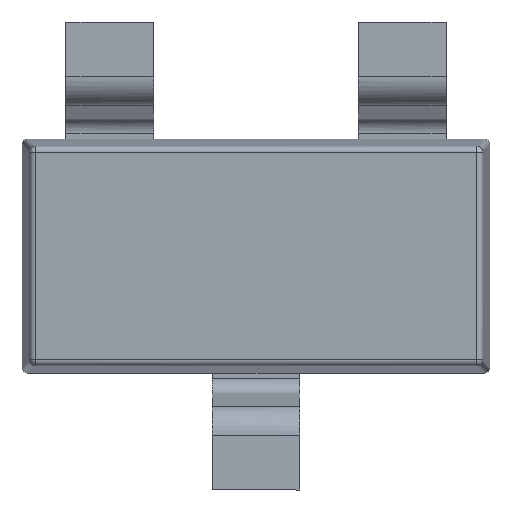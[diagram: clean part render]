
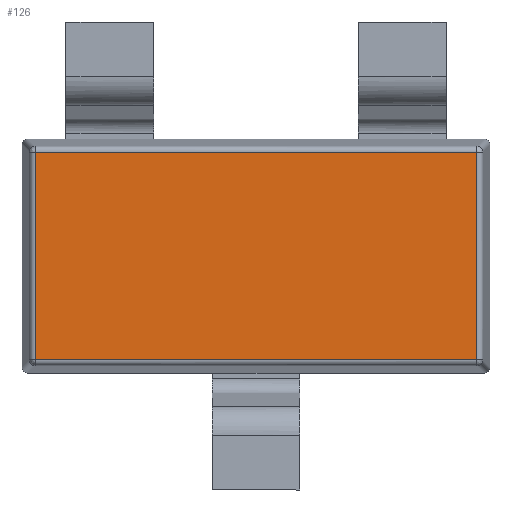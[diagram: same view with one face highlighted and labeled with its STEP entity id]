
A CAD part, front view. The second image highlights one B-rep face of the part: STEP entity #126.
In plain terms, the highlighted planar face has unit normal (0, -1, 0).
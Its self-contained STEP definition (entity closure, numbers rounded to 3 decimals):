
#126=ADVANCED_FACE('',(#202),#1162,.T.);
#202=FACE_OUTER_BOUND('',#278,.T.);
#278=EDGE_LOOP('',(#555,#556,#557,#558));
#555=ORIENTED_EDGE('',*,*,#772,.F.);
#556=ORIENTED_EDGE('',*,*,#773,.F.);
#557=ORIENTED_EDGE('',*,*,#774,.F.);
#558=ORIENTED_EDGE('',*,*,#771,.F.);
#771=EDGE_CURVE('',#1091,#1092,#971,.T.);
#772=EDGE_CURVE('',#1093,#1091,#972,.T.);
#773=EDGE_CURVE('',#1094,#1093,#973,.T.);
#774=EDGE_CURVE('',#1092,#1094,#974,.T.);
#971=B_SPLINE_CURVE_WITH_KNOTS('',1,(#2188,#2189),.UNSPECIFIED.,.F.,.F.,
(2,2),(-0.711,0.),.UNSPECIFIED.);
#972=B_SPLINE_CURVE_WITH_KNOTS('',1,(#2190,#2191),.UNSPECIFIED.,.F.,.F.,
(2,2),(-1.511,0.),.UNSPECIFIED.);
#973=B_SPLINE_CURVE_WITH_KNOTS('',1,(#2192,#2193),.UNSPECIFIED.,.F.,.F.,
(2,2),(-0.711,0.),.UNSPECIFIED.);
#974=B_SPLINE_CURVE_WITH_KNOTS('',1,(#2194,#2195),.UNSPECIFIED.,.F.,.F.,
(2,2),(-1.511,0.),.UNSPECIFIED.);
#1091=VERTEX_POINT('',#2152);
#1092=VERTEX_POINT('',#2153);
#1093=VERTEX_POINT('',#2154);
#1094=VERTEX_POINT('',#2155);
#1162=PLANE('',#1278);
#1278=AXIS2_PLACEMENT_3D('',#1747,#1358,$);
#1358=DIRECTION('',(0.,-1.,0.));
#1747=CARTESIAN_POINT('',(-0.907,-0.3,-1.027));
#2152=CARTESIAN_POINT('',(0.755,-0.3,0.355));
#2153=CARTESIAN_POINT('',(0.755,-0.3,-0.355));
#2154=CARTESIAN_POINT('',(-0.755,-0.3,0.355));
#2155=CARTESIAN_POINT('',(-0.755,-0.3,-0.355));
#2188=CARTESIAN_POINT('',(0.755,-0.3,0.355));
#2189=CARTESIAN_POINT('',(0.755,-0.3,-0.355));
#2190=CARTESIAN_POINT('',(-0.755,-0.3,0.355));
#2191=CARTESIAN_POINT('',(0.755,-0.3,0.355));
#2192=CARTESIAN_POINT('',(-0.755,-0.3,-0.355));
#2193=CARTESIAN_POINT('',(-0.755,-0.3,0.355));
#2194=CARTESIAN_POINT('',(0.755,-0.3,-0.355));
#2195=CARTESIAN_POINT('',(-0.755,-0.3,-0.355));
